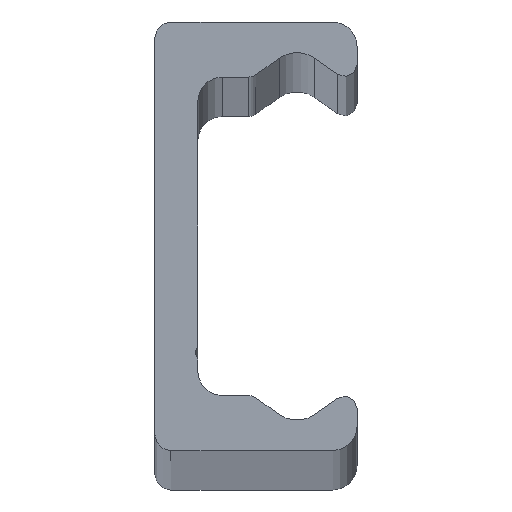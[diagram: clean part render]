
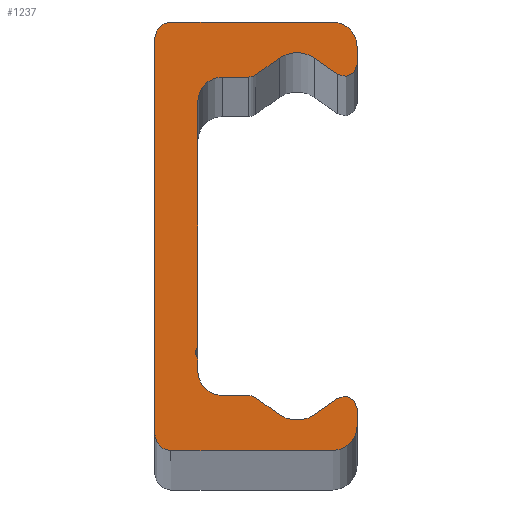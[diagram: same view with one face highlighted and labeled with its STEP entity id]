
A CAD part, top view. The second image highlights one B-rep face of the part: STEP entity #1237.
In plain terms, the highlighted planar face has unit normal (0, 0, 1).
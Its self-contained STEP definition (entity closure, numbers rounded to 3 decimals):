
#34=VECTOR('',#1639,1.);
#39=VECTOR('',#1651,1.);
#43=VECTOR('',#1662,1.);
#47=VECTOR('',#1673,1.);
#51=VECTOR('',#1684,1.);
#55=VECTOR('',#1695,1.);
#59=VECTOR('',#1706,1.);
#63=VECTOR('',#1717,1.);
#67=VECTOR('',#1728,1.);
#71=VECTOR('',#1739,1.);
#75=VECTOR('',#1750,1.);
#79=VECTOR('',#1761,1.);
#83=VECTOR('',#1772,1.);
#86=LINE('',#1968,#34);
#91=LINE('',#1983,#39);
#95=LINE('',#1995,#43);
#99=LINE('',#2007,#47);
#103=LINE('',#2019,#51);
#107=LINE('',#2031,#55);
#111=LINE('',#2043,#59);
#115=LINE('',#2055,#63);
#119=LINE('',#2067,#67);
#123=LINE('',#2079,#71);
#127=LINE('',#2091,#75);
#131=LINE('',#2103,#79);
#135=LINE('',#2115,#83);
#151=PLANE('',#1406);
#245=VERTEX_POINT('',#1969);
#246=VERTEX_POINT('',#1970);
#249=VERTEX_POINT('',#1978);
#251=VERTEX_POINT('',#1984);
#253=VERTEX_POINT('',#1990);
#255=VERTEX_POINT('',#1996);
#257=VERTEX_POINT('',#2002);
#259=VERTEX_POINT('',#2008);
#261=VERTEX_POINT('',#2014);
#263=VERTEX_POINT('',#2020);
#265=VERTEX_POINT('',#2026);
#267=VERTEX_POINT('',#2032);
#269=VERTEX_POINT('',#2038);
#271=VERTEX_POINT('',#2044);
#273=VERTEX_POINT('',#2050);
#275=VERTEX_POINT('',#2056);
#277=VERTEX_POINT('',#2062);
#279=VERTEX_POINT('',#2068);
#281=VERTEX_POINT('',#2074);
#283=VERTEX_POINT('',#2080);
#285=VERTEX_POINT('',#2086);
#287=VERTEX_POINT('',#2092);
#289=VERTEX_POINT('',#2098);
#291=VERTEX_POINT('',#2104);
#293=VERTEX_POINT('',#2110);
#295=VERTEX_POINT('',#2116);
#366=CIRCLE('',#1356,2.);
#368=CIRCLE('',#1360,1.);
#370=CIRCLE('',#1364,2.5);
#372=CIRCLE('',#1368,1.);
#374=CIRCLE('',#1372,2.);
#376=CIRCLE('',#1376,0.5);
#378=CIRCLE('',#1380,2.);
#380=CIRCLE('',#1384,1.);
#382=CIRCLE('',#1388,2.5);
#384=CIRCLE('',#1392,1.);
#386=CIRCLE('',#1396,2.);
#388=CIRCLE('',#1400,1.3);
#390=CIRCLE('',#1404,1.3);
#461=EDGE_CURVE('',#245,#246,#86,.T.);
#465=EDGE_CURVE('',#246,#249,#366,.T.);
#468=EDGE_CURVE('',#249,#251,#91,.T.);
#471=EDGE_CURVE('',#251,#253,#368,.T.);
#474=EDGE_CURVE('',#253,#255,#95,.T.);
#477=EDGE_CURVE('',#255,#257,#370,.T.);
#480=EDGE_CURVE('',#257,#259,#99,.T.);
#483=EDGE_CURVE('',#259,#261,#372,.T.);
#486=EDGE_CURVE('',#261,#263,#103,.T.);
#489=EDGE_CURVE('',#263,#265,#374,.T.);
#492=EDGE_CURVE('',#265,#267,#107,.T.);
#495=EDGE_CURVE('',#267,#269,#376,.T.);
#498=EDGE_CURVE('',#269,#271,#111,.T.);
#501=EDGE_CURVE('',#271,#273,#378,.T.);
#504=EDGE_CURVE('',#273,#275,#115,.T.);
#507=EDGE_CURVE('',#275,#277,#380,.T.);
#510=EDGE_CURVE('',#277,#279,#119,.T.);
#513=EDGE_CURVE('',#279,#281,#382,.T.);
#516=EDGE_CURVE('',#281,#283,#123,.T.);
#519=EDGE_CURVE('',#283,#285,#384,.T.);
#522=EDGE_CURVE('',#285,#287,#127,.T.);
#525=EDGE_CURVE('',#287,#289,#386,.T.);
#528=EDGE_CURVE('',#289,#291,#131,.T.);
#531=EDGE_CURVE('',#291,#293,#388,.T.);
#534=EDGE_CURVE('',#293,#295,#135,.T.);
#537=EDGE_CURVE('',#295,#245,#390,.T.);
#781=ORIENTED_EDGE('',*,*,#461,.F.);
#782=ORIENTED_EDGE('',*,*,#537,.F.);
#783=ORIENTED_EDGE('',*,*,#534,.F.);
#784=ORIENTED_EDGE('',*,*,#531,.F.);
#785=ORIENTED_EDGE('',*,*,#528,.F.);
#786=ORIENTED_EDGE('',*,*,#525,.F.);
#787=ORIENTED_EDGE('',*,*,#522,.F.);
#788=ORIENTED_EDGE('',*,*,#519,.F.);
#789=ORIENTED_EDGE('',*,*,#516,.F.);
#790=ORIENTED_EDGE('',*,*,#513,.F.);
#791=ORIENTED_EDGE('',*,*,#510,.F.);
#792=ORIENTED_EDGE('',*,*,#507,.F.);
#793=ORIENTED_EDGE('',*,*,#504,.F.);
#794=ORIENTED_EDGE('',*,*,#501,.F.);
#795=ORIENTED_EDGE('',*,*,#498,.F.);
#796=ORIENTED_EDGE('',*,*,#495,.F.);
#797=ORIENTED_EDGE('',*,*,#492,.F.);
#798=ORIENTED_EDGE('',*,*,#489,.F.);
#799=ORIENTED_EDGE('',*,*,#486,.F.);
#800=ORIENTED_EDGE('',*,*,#483,.F.);
#801=ORIENTED_EDGE('',*,*,#480,.F.);
#802=ORIENTED_EDGE('',*,*,#477,.F.);
#803=ORIENTED_EDGE('',*,*,#474,.F.);
#804=ORIENTED_EDGE('',*,*,#471,.F.);
#805=ORIENTED_EDGE('',*,*,#468,.F.);
#806=ORIENTED_EDGE('',*,*,#465,.F.);
#997=EDGE_LOOP('',(#781,#782,#783,#784,#785,#786,#787,#788,#789,#790,#791,
#792,#793,#794,#795,#796,#797,#798,#799,#800,#801,#802,#803,#804,#805,#806));
#1163=FACE_BOUND('',#997,.T.);
#1237=ADVANCED_FACE('',(#1163),#151,.T.);
#1356=AXIS2_PLACEMENT_3D('',#1977,#1645,#1646);
#1360=AXIS2_PLACEMENT_3D('',#1989,#1656,#1657);
#1364=AXIS2_PLACEMENT_3D('',#2001,#1667,#1668);
#1368=AXIS2_PLACEMENT_3D('',#2013,#1678,#1679);
#1372=AXIS2_PLACEMENT_3D('',#2025,#1689,#1690);
#1376=AXIS2_PLACEMENT_3D('',#2037,#1700,#1701);
#1380=AXIS2_PLACEMENT_3D('',#2049,#1711,#1712);
#1384=AXIS2_PLACEMENT_3D('',#2061,#1722,#1723);
#1388=AXIS2_PLACEMENT_3D('',#2073,#1733,#1734);
#1392=AXIS2_PLACEMENT_3D('',#2085,#1744,#1745);
#1396=AXIS2_PLACEMENT_3D('',#2097,#1755,#1756);
#1400=AXIS2_PLACEMENT_3D('',#2109,#1766,#1767);
#1404=AXIS2_PLACEMENT_3D('',#2121,#1777,#1778);
#1406=AXIS2_PLACEMENT_3D('',#2123,#1781,$);
#1639=DIRECTION('',(1.,0.,0.));
#1645=DIRECTION('',(0.,0.,-1.));
#1646=DIRECTION('',(2.,0.,0.));
#1651=DIRECTION('',(0.,-1.,0.));
#1656=DIRECTION('',(0.,0.,-1.));
#1657=DIRECTION('',(1.,0.,0.));
#1662=DIRECTION('',(-0.819,0.574,0.));
#1667=DIRECTION('',(0.,0.,1.));
#1668=DIRECTION('',(2.5,0.,0.));
#1673=DIRECTION('',(-0.819,-0.574,0.));
#1678=DIRECTION('',(0.,0.,-1.));
#1679=DIRECTION('',(1.,0.,0.));
#1684=DIRECTION('',(-1.,0.,0.));
#1689=DIRECTION('',(0.,0.,1.));
#1690=DIRECTION('',(2.,0.,0.));
#1695=DIRECTION('',(0.,-1.,0.));
#1700=DIRECTION('',(0.,0.,1.));
#1701=DIRECTION('',(0.5,0.,0.));
#1706=DIRECTION('',(0.,-1.,0.));
#1711=DIRECTION('',(0.,0.,1.));
#1712=DIRECTION('',(2.,0.,0.));
#1717=DIRECTION('',(1.,0.,0.));
#1722=DIRECTION('',(0.,0.,-1.));
#1723=DIRECTION('',(1.,0.,0.));
#1728=DIRECTION('',(0.819,-0.574,0.));
#1733=DIRECTION('',(0.,0.,1.));
#1734=DIRECTION('',(2.5,0.,0.));
#1739=DIRECTION('',(0.819,0.574,0.));
#1744=DIRECTION('',(0.,0.,-1.));
#1745=DIRECTION('',(1.,0.,0.));
#1750=DIRECTION('',(0.,-1.,0.));
#1755=DIRECTION('',(0.,0.,-1.));
#1756=DIRECTION('',(2.,0.,0.));
#1761=DIRECTION('',(-1.,0.,0.));
#1766=DIRECTION('',(0.,0.,-1.));
#1767=DIRECTION('',(1.3,0.,0.));
#1772=DIRECTION('',(0.,1.,0.));
#1777=DIRECTION('',(0.,0.,-1.));
#1778=DIRECTION('',(1.3,0.,0.));
#1781=DIRECTION('',(0.,0.,1.));
#1968=CARTESIAN_POINT('',(14.5,17.5,1840.));
#1969=CARTESIAN_POINT('',(1.3,17.5,1840.));
#1970=CARTESIAN_POINT('',(14.5,17.5,1840.));
#1977=CARTESIAN_POINT('',(14.5,15.5,1840.));
#1978=CARTESIAN_POINT('',(16.5,15.5,1840.));
#1983=CARTESIAN_POINT('',(16.5,14.042,1840.));
#1984=CARTESIAN_POINT('',(16.5,14.042,1840.));
#1989=CARTESIAN_POINT('',(15.5,14.042,1840.));
#1990=CARTESIAN_POINT('',(14.926,13.223,1840.));
#1995=CARTESIAN_POINT('',(13.034,14.548,1840.));
#1996=CARTESIAN_POINT('',(13.034,14.548,1840.));
#2001=CARTESIAN_POINT('',(11.6,12.5,1840.));
#2002=CARTESIAN_POINT('',(10.166,14.548,1840.));
#2007=CARTESIAN_POINT('',(8.214,13.181,1840.));
#2008=CARTESIAN_POINT('',(8.214,13.181,1840.));
#2013=CARTESIAN_POINT('',(7.64,14.,1840.));
#2014=CARTESIAN_POINT('',(7.64,13.,1840.));
#2019=CARTESIAN_POINT('',(5.5,13.,1840.));
#2020=CARTESIAN_POINT('',(5.5,13.,1840.));
#2025=CARTESIAN_POINT('',(5.5,11.,1840.));
#2026=CARTESIAN_POINT('',(3.5,11.,1840.));
#2031=CARTESIAN_POINT('',(3.5,-9.067,1840.));
#2032=CARTESIAN_POINT('',(3.5,-9.067,1840.));
#2037=CARTESIAN_POINT('',(3.75,-9.5,1840.));
#2038=CARTESIAN_POINT('',(3.5,-9.933,1840.));
#2043=CARTESIAN_POINT('',(3.5,-11.,1840.));
#2044=CARTESIAN_POINT('',(3.5,-11.,1840.));
#2049=CARTESIAN_POINT('',(5.5,-11.,1840.));
#2050=CARTESIAN_POINT('',(5.5,-13.,1840.));
#2055=CARTESIAN_POINT('',(7.64,-13.,1840.));
#2056=CARTESIAN_POINT('',(7.64,-13.,1840.));
#2061=CARTESIAN_POINT('',(7.64,-14.,1840.));
#2062=CARTESIAN_POINT('',(8.214,-13.181,1840.));
#2067=CARTESIAN_POINT('',(10.166,-14.548,1840.));
#2068=CARTESIAN_POINT('',(10.166,-14.548,1840.));
#2073=CARTESIAN_POINT('',(11.6,-12.5,1840.));
#2074=CARTESIAN_POINT('',(13.034,-14.548,1840.));
#2079=CARTESIAN_POINT('',(14.926,-13.223,1840.));
#2080=CARTESIAN_POINT('',(14.926,-13.223,1840.));
#2085=CARTESIAN_POINT('',(15.5,-14.042,1840.));
#2086=CARTESIAN_POINT('',(16.5,-14.042,1840.));
#2091=CARTESIAN_POINT('',(16.5,-15.5,1840.));
#2092=CARTESIAN_POINT('',(16.5,-15.5,1840.));
#2097=CARTESIAN_POINT('',(14.5,-15.5,1840.));
#2098=CARTESIAN_POINT('',(14.5,-17.5,1840.));
#2103=CARTESIAN_POINT('',(1.3,-17.5,1840.));
#2104=CARTESIAN_POINT('',(1.3,-17.5,1840.));
#2109=CARTESIAN_POINT('',(1.3,-16.2,1840.));
#2110=CARTESIAN_POINT('',(0.,-16.2,1840.));
#2115=CARTESIAN_POINT('',(0.,16.2,1840.));
#2116=CARTESIAN_POINT('',(0.,16.2,1840.));
#2121=CARTESIAN_POINT('',(1.3,16.2,1840.));
#2123=CARTESIAN_POINT('',(5.942,-0.014,1840.));
